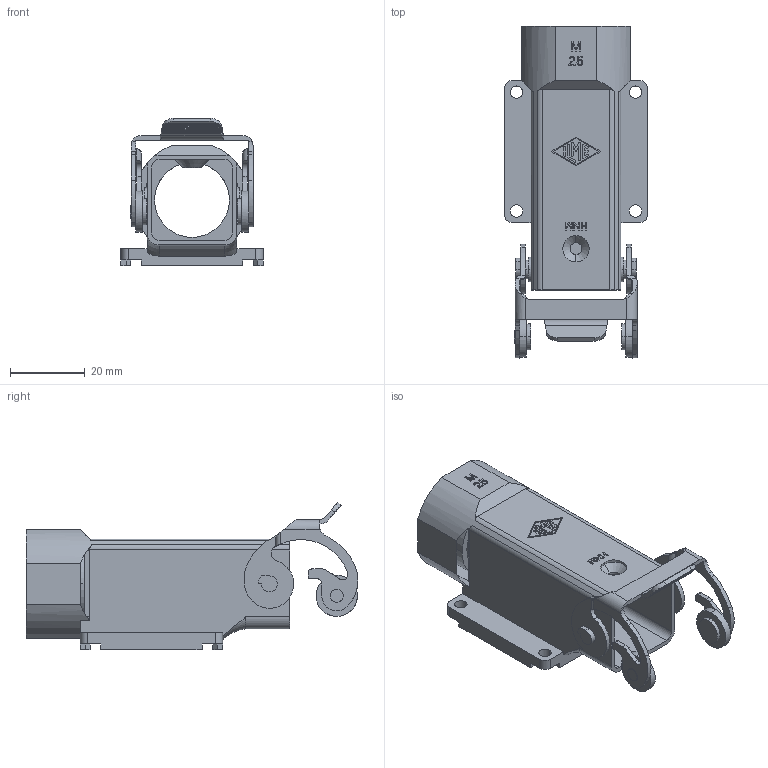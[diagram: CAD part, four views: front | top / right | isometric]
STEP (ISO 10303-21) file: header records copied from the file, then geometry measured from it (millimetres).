
FILE_DESCRIPTION(('Creo Elements/Direct Modeling STEP Export'),'2;1');
FILE_NAME('0ln7uvk5h0nha991380','2022-02-01T15:05:18',(''),(''),'Creo Elements/Direct Modeling STEP processor for AP214 (Solid Model)','Creo Elements/Direct Modeling 20.1B 02-Apr-2019 (C) Parametric Technology GmbH','');
FILE_SCHEMA(('AUTOMOTIVE_DESIGN { 1 0 10303 214 1 1 1 1 }'));
Length unit declared in the file: millimetre
Products named in the file (2): RKAX_AP25
Assembly tree (1 placements, depth 2):
  RKAX_AP25
    RKAX_AP25
Bounding box: 38 x 88.66 x 39.35 mm (x, y, z)
Volume: 19015.6 mm3; surface area: 18078.6 mm2
Topology: 1 solids, 1 shells, 434 faces, 1225 edges, 821 vertices
Faces by surface type: plane 289, cylinder 138, cone 5, torus 2
Entity records: 18125 total; most frequent: CARTESIAN_POINT 3310, ORIENTED_EDGE 2450, DIRECTION 2252, EDGE_CURVE 1225, VECTOR 882, LINE 882, VERTEX_POINT 821, AXIS2_PLACEMENT_3D 685
